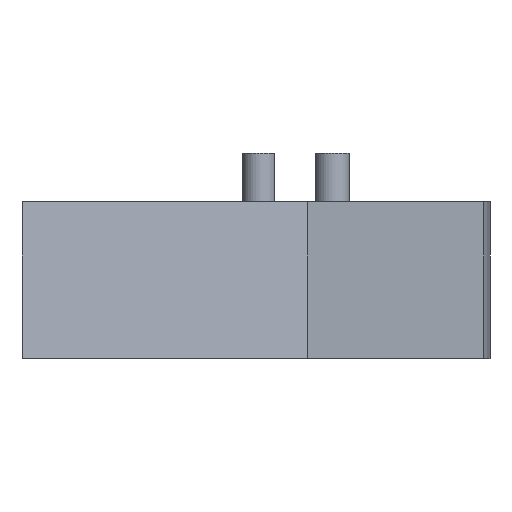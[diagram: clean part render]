
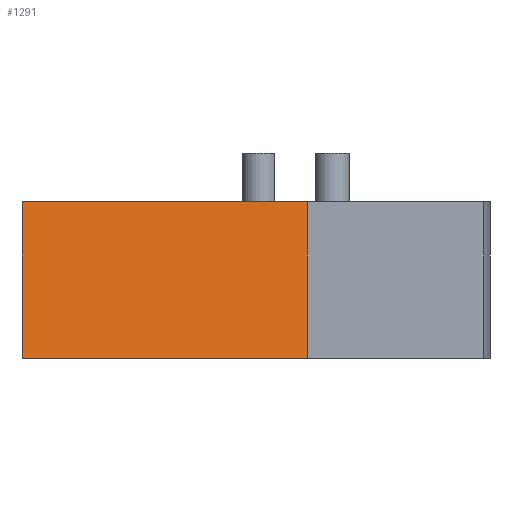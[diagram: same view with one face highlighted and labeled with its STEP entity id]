
A CAD part, left-side view. The second image highlights one B-rep face of the part: STEP entity #1291.
In plain terms, the highlighted planar face has unit normal (-0.88, -0.475, 0).
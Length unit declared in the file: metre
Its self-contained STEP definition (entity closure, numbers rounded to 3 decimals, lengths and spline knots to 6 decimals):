
#34=PLANE('',#1389);
#88=LINE('',#1927,#199);
#109=LINE('',#1969,#220);
#110=LINE('',#1971,#221);
#111=LINE('',#1973,#222);
#199=VECTOR('',#1472,1.);
#220=VECTOR('',#1499,1.);
#221=VECTOR('',#1502,1.);
#222=VECTOR('',#1503,1.);
#429=ORIENTED_EDGE('',*,*,#750,.F.);
#430=ORIENTED_EDGE('',*,*,#751,.F.);
#431=ORIENTED_EDGE('',*,*,#728,.T.);
#432=ORIENTED_EDGE('',*,*,#749,.T.);
#728=EDGE_CURVE('',#902,#901,#88,.T.);
#749=EDGE_CURVE('',#901,#919,#109,.T.);
#750=EDGE_CURVE('',#920,#919,#110,.T.);
#751=EDGE_CURVE('',#902,#920,#111,.T.);
#901=VERTEX_POINT('',#1926);
#902=VERTEX_POINT('',#1928);
#919=VERTEX_POINT('',#1968);
#920=VERTEX_POINT('',#1972);
#1094=EDGE_LOOP('',(#429,#430,#431,#432));
#1175=FACE_BOUND('',#1094,.T.);
#1291=ADVANCED_FACE('',(#1175),#34,.T.);
#1389=AXIS2_PLACEMENT_3D('',#1970,#1500,#1501);
#1472=DIRECTION('',(-0.475,0.88,0.));
#1499=DIRECTION('',(0.,0.,-1.));
#1500=DIRECTION('',(-0.88,-0.475,0.));
#1501=DIRECTION('',(0.475,-0.88,0.));
#1502=DIRECTION('',(-0.475,0.88,0.));
#1503=DIRECTION('',(0.,0.,-1.));
#1926=CARTESIAN_POINT('',(-0.086696,-0.022618,0.013));
#1927=CARTESIAN_POINT('',(-0.080321,-0.034438,0.013));
#1928=CARTESIAN_POINT('',(-0.073945,-0.046258,0.013));
#1968=CARTESIAN_POINT('',(-0.086696,-0.022618,0.));
#1969=CARTESIAN_POINT('',(-0.086696,-0.022618,0.013));
#1970=CARTESIAN_POINT('',(-0.080321,-0.034438,0.013));
#1971=CARTESIAN_POINT('',(-0.080321,-0.034438,0.));
#1972=CARTESIAN_POINT('',(-0.073945,-0.046258,0.));
#1973=CARTESIAN_POINT('',(-0.073945,-0.046258,0.013));
